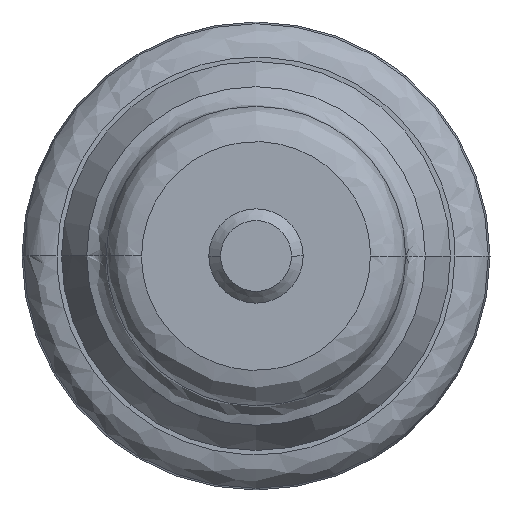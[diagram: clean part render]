
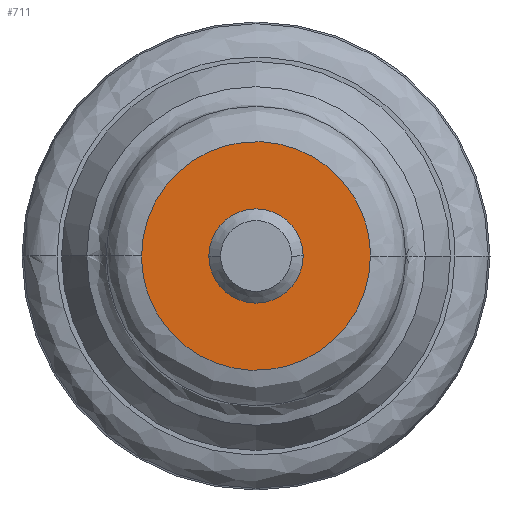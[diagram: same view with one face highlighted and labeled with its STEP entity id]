
A CAD part, front view. The second image highlights one B-rep face of the part: STEP entity #711.
In plain terms, the highlighted planar face has unit normal (0, -1, 0).
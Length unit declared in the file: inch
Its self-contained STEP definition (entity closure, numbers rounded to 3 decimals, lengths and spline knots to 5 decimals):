
#44 = EDGE_CURVE ( 'NONE', #612, #500, #622, .T. ) ;
#63 = ORIENTED_EDGE ( 'NONE', *, *, #628, .F. ) ;
#65 = CARTESIAN_POINT ( 'NONE',  ( 81.66658, 91.83252, 0. ) ) ;
#88 = EDGE_LOOP ( 'NONE', ( #571, #1061 ) ) ;
#95 = CARTESIAN_POINT ( 'NONE',  ( 80.9028, 91.83252, 0. ) ) ;
#158 = EDGE_CURVE ( 'NONE', #441, #564, #716, .T. ) ;
#163 = DIRECTION ( 'NONE',  ( -1., 0., 0. ) ) ;
#241 = CARTESIAN_POINT ( 'NONE',  ( 81.12721, 91.83252, 0. ) ) ;
#247 = CARTESIAN_POINT ( 'NONE',  ( 80.9028, 91.83252, -0.76378 ) ) ;
#352 = ORIENTED_EDGE ( 'NONE', *, *, #44, .F. ) ;
#375 = AXIS2_PLACEMENT_3D ( 'NONE', #1062, #538, #438 ) ;
#394 = CARTESIAN_POINT ( 'NONE',  ( 81.44217, 91.83252, 0. ) ) ;
#400 = CARTESIAN_POINT ( 'NONE',  ( 81.66658, 91.83252, 0. ) ) ;
#429 = FACE_OUTER_BOUND ( 'NONE', #1117, .T. ) ;
#438 = DIRECTION ( 'NONE',  ( 1., 0., 0. ) ) ;
#441 = VERTEX_POINT ( 'NONE', #394 ) ;
#500 = VERTEX_POINT ( 'NONE', #400 ) ;
#501 = CARTESIAN_POINT ( 'NONE',  ( 81.66658, 91.83252, 0. ) ) ;
#510 = CARTESIAN_POINT ( 'NONE',  ( 80.9028, 91.83252, 0. ) ) ;
#515 =( BOUNDED_CURVE ( )  B_SPLINE_CURVE ( 3, ( #501, #845, #247, #850 ),
 .UNSPECIFIED., .F., .F. ) 
 B_SPLINE_CURVE_WITH_KNOTS ( ( 4, 4 ),
 ( 0., 1. ),
 .UNSPECIFIED. ) 
 CURVE ( )  GEOMETRIC_REPRESENTATION_ITEM ( )  RATIONAL_B_SPLINE_CURVE ( ( 1., 0.333, 0.333, 1. ) ) 
 REPRESENTATION_ITEM ( '' )  );
#518 = PLANE ( 'NONE',  #791 ) ;
#538 = DIRECTION ( 'NONE',  ( 0., -1., 0. ) ) ;
#564 = VERTEX_POINT ( 'NONE', #241 ) ;
#571 = ORIENTED_EDGE ( 'NONE', *, *, #158, .F. ) ;
#580 = CARTESIAN_POINT ( 'NONE',  ( 80.9028, 91.83252, 0. ) ) ;
#590 = CARTESIAN_POINT ( 'NONE',  ( 81.28469, 91.83252, 0. ) ) ;
#612 = VERTEX_POINT ( 'NONE', #510 ) ;
#622 =( BOUNDED_CURVE ( )  B_SPLINE_CURVE ( 3, ( #580, #670, #911, #65 ),
 .UNSPECIFIED., .F., .T. ) 
 B_SPLINE_CURVE_WITH_KNOTS ( ( 4, 4 ),
 ( 0., 1. ),
 .UNSPECIFIED. ) 
 CURVE ( )  GEOMETRIC_REPRESENTATION_ITEM ( )  RATIONAL_B_SPLINE_CURVE ( ( 1., 0.333, 0.333, 1. ) ) 
 REPRESENTATION_ITEM ( '' )  );
#628 = EDGE_CURVE ( 'NONE', #500, #612, #515, .T. ) ;
#670 = CARTESIAN_POINT ( 'NONE',  ( 80.9028, 91.83252, 0.76378 ) ) ;
#691 = EDGE_CURVE ( 'NONE', #564, #441, #1085, .T. ) ;
#692 = DIRECTION ( 'NONE',  ( 0., -1., 0. ) ) ;
#711 = ADVANCED_FACE ( 'NONE', ( #429, #772 ), #518, .F. ) ;
#716 = CIRCLE ( 'NONE', #375, 0.15748 ) ;
#772 = FACE_BOUND ( 'NONE', #88, .T. ) ;
#791 = AXIS2_PLACEMENT_3D ( 'NONE', #95, #954, #163 ) ;
#845 = CARTESIAN_POINT ( 'NONE',  ( 81.66658, 91.83252, -0.76378 ) ) ;
#850 = CARTESIAN_POINT ( 'NONE',  ( 80.9028, 91.83252, 0. ) ) ;
#901 = AXIS2_PLACEMENT_3D ( 'NONE', #590, #692, #944 ) ;
#911 = CARTESIAN_POINT ( 'NONE',  ( 81.66658, 91.83252, 0.76378 ) ) ;
#944 = DIRECTION ( 'NONE',  ( 1., 0., 0. ) ) ;
#954 = DIRECTION ( 'NONE',  ( 0., 1., 0. ) ) ;
#1061 = ORIENTED_EDGE ( 'NONE', *, *, #691, .F. ) ;
#1062 = CARTESIAN_POINT ( 'NONE',  ( 81.28469, 91.83252, 0. ) ) ;
#1085 = CIRCLE ( 'NONE', #901, 0.15748 ) ;
#1117 = EDGE_LOOP ( 'NONE', ( #63, #352 ) ) ;
